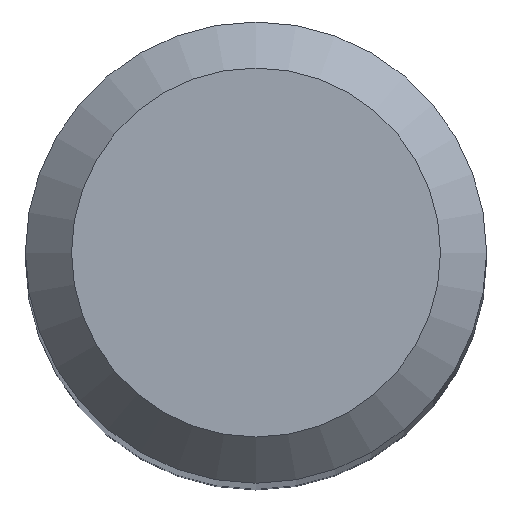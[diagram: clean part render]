
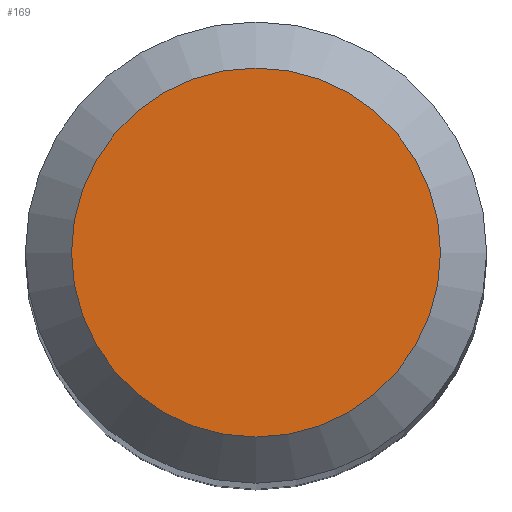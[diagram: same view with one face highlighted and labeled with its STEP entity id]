
A CAD part, top view. The second image highlights one B-rep face of the part: STEP entity #169.
In plain terms, the highlighted planar face has unit normal (0, 0, 1).
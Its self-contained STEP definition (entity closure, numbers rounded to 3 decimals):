
#10 = DIRECTION ( 'NONE',  ( 0., 0., -1. ) ) ;
#12 = PLANE ( 'NONE',  #64 ) ;
#64 = AXIS2_PLACEMENT_3D ( 'NONE', #147, #80, #85 ) ;
#75 = CIRCLE ( 'NONE', #165, 2.4 ) ;
#80 = DIRECTION ( 'NONE',  ( 0., 0., -1. ) ) ;
#85 = DIRECTION ( 'NONE',  ( 0., 1., 0. ) ) ;
#90 = EDGE_LOOP ( 'NONE', ( #106 ) ) ;
#97 = CARTESIAN_POINT ( 'NONE',  ( 0., 2.4, 51. ) ) ;
#106 = ORIENTED_EDGE ( 'NONE', *, *, #171, .F. ) ;
#141 = DIRECTION ( 'NONE',  ( 0., 1., 0. ) ) ;
#147 = CARTESIAN_POINT ( 'NONE',  ( 0., 0., 51. ) ) ;
#165 = AXIS2_PLACEMENT_3D ( 'NONE', #196, #10, #141 ) ;
#169 = ADVANCED_FACE ( 'NONE', ( #178 ), #12, .F. ) ;
#171 = EDGE_CURVE ( 'NONE', #179, #179, #75, .T. ) ;
#178 = FACE_OUTER_BOUND ( 'NONE', #90, .T. ) ;
#179 = VERTEX_POINT ( 'NONE', #97 ) ;
#196 = CARTESIAN_POINT ( 'NONE',  ( 0., 0., 51. ) ) ;
